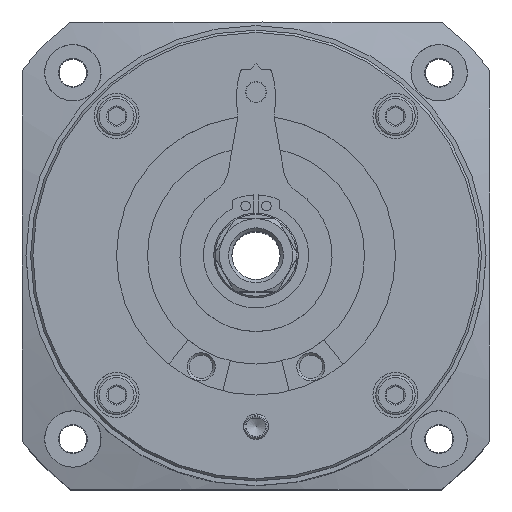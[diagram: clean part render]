
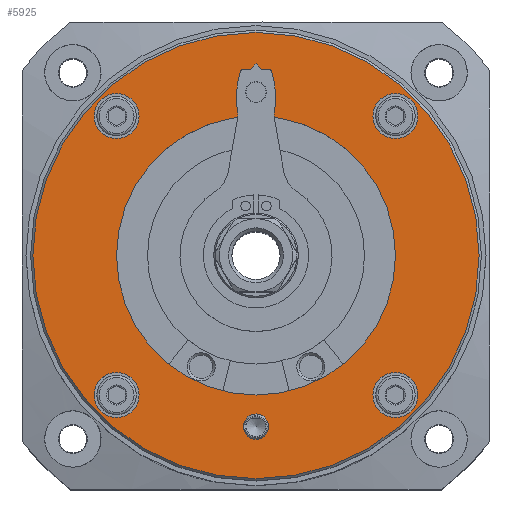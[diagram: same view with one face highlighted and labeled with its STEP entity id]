
A CAD part, top view. The second image highlights one B-rep face of the part: STEP entity #5925.
In plain terms, the highlighted planar face has unit normal (0, 0, 1).
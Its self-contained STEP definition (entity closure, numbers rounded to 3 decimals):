
#74=PLANE('',#6330);
#910=ORIENTED_EDGE('',*,*,#2036,.F.);
#911=ORIENTED_EDGE('',*,*,#2037,.T.);
#912=ORIENTED_EDGE('',*,*,#1979,.T.);
#913=ORIENTED_EDGE('',*,*,#2038,.T.);
#914=ORIENTED_EDGE('',*,*,#2039,.T.);
#915=ORIENTED_EDGE('',*,*,#2040,.T.);
#916=ORIENTED_EDGE('',*,*,#2041,.T.);
#917=ORIENTED_EDGE('',*,*,#2042,.T.);
#1979=EDGE_CURVE('',#2560,#2559,#3023,.T.);
#2036=EDGE_CURVE('',#2608,#2608,#3056,.T.);
#2037=EDGE_CURVE('',#2559,#2560,#3057,.T.);
#2038=EDGE_CURVE('',#2609,#2609,#3058,.T.);
#2039=EDGE_CURVE('',#2610,#2610,#3059,.T.);
#2040=EDGE_CURVE('',#2611,#2611,#3060,.T.);
#2041=EDGE_CURVE('',#2612,#2612,#3061,.T.);
#2042=EDGE_CURVE('',#2613,#2613,#3062,.T.);
#2559=VERTEX_POINT('',#8502);
#2560=VERTEX_POINT('',#8504);
#2608=VERTEX_POINT('',#8710);
#2609=VERTEX_POINT('',#8714);
#2610=VERTEX_POINT('',#8716);
#2611=VERTEX_POINT('',#8718);
#2612=VERTEX_POINT('',#8720);
#2613=VERTEX_POINT('',#8722);
#3023=CIRCLE('',#6276,2.25);
#3056=CIRCLE('',#6329,39.6);
#3057=CIRCLE('',#6331,2.25);
#3058=CIRCLE('',#6332,4.);
#3059=CIRCLE('',#6333,4.);
#3060=CIRCLE('',#6334,4.);
#3061=CIRCLE('',#6335,4.);
#3062=CIRCLE('',#6336,24.75);
#3368=EDGE_LOOP('',(#910));
#3369=EDGE_LOOP('',(#911,#912));
#3370=EDGE_LOOP('',(#913));
#3371=EDGE_LOOP('',(#914));
#3372=EDGE_LOOP('',(#915));
#3373=EDGE_LOOP('',(#916));
#3374=EDGE_LOOP('',(#917));
#3962=FACE_BOUND('',#3368,.T.);
#3963=FACE_BOUND('',#3369,.T.);
#3964=FACE_BOUND('',#3370,.T.);
#3965=FACE_BOUND('',#3371,.T.);
#3966=FACE_BOUND('',#3372,.T.);
#3967=FACE_BOUND('',#3373,.T.);
#3968=FACE_BOUND('',#3374,.T.);
#5925=ADVANCED_FACE('',(#3962,#3963,#3964,#3965,#3966,#3967,#3968),#74,
 .F.);
#6276=AXIS2_PLACEMENT_3D('',#8503,#6937,#6938);
#6329=AXIS2_PLACEMENT_3D('',#8709,#7058,#7059);
#6330=AXIS2_PLACEMENT_3D('',#8711,#7060,#7061);
#6331=AXIS2_PLACEMENT_3D('',#8712,#7062,#7063);
#6332=AXIS2_PLACEMENT_3D('',#8713,#7064,#7065);
#6333=AXIS2_PLACEMENT_3D('',#8715,#7066,#7067);
#6334=AXIS2_PLACEMENT_3D('',#8717,#7068,#7069);
#6335=AXIS2_PLACEMENT_3D('',#8719,#7070,#7071);
#6336=AXIS2_PLACEMENT_3D('',#8721,#7072,#7073);
#6937=DIRECTION('',(0.,0.,-1.));
#6938=DIRECTION('',(-1.,0.,0.));
#7058=DIRECTION('',(0.,0.,-1.));
#7059=DIRECTION('',(-1.,0.,0.));
#7060=DIRECTION('',(0.,0.,-1.));
#7061=DIRECTION('',(-1.,0.,0.));
#7062=DIRECTION('',(0.,0.,-1.));
#7063=DIRECTION('',(-1.,0.,0.));
#7064=DIRECTION('',(0.,0.,-1.));
#7065=DIRECTION('',(-1.,0.,0.));
#7066=DIRECTION('',(0.,0.,-1.));
#7067=DIRECTION('',(-1.,0.,0.));
#7068=DIRECTION('',(0.,0.,-1.));
#7069=DIRECTION('',(-1.,0.,0.));
#7070=DIRECTION('',(0.,0.,-1.));
#7071=DIRECTION('',(-1.,0.,0.));
#7072=DIRECTION('',(0.,0.,-1.));
#7073=DIRECTION('',(-1.,0.,0.));
#8502=CARTESIAN_POINT('',(-2.216,-29.969,0.));
#8503=CARTESIAN_POINT('',(0.,-30.36,0.));
#8504=CARTESIAN_POINT('',(-2.216,-30.751,0.));
#8709=CARTESIAN_POINT('',(0.,0.,0.));
#8710=CARTESIAN_POINT('',(-39.6,0.,0.));
#8711=CARTESIAN_POINT('',(0.,24.75,0.));
#8712=CARTESIAN_POINT('',(0.,-30.36,0.));
#8713=CARTESIAN_POINT('',(-24.749,24.749,0.));
#8714=CARTESIAN_POINT('',(-28.749,24.749,0.));
#8715=CARTESIAN_POINT('',(-24.749,-24.749,0.));
#8716=CARTESIAN_POINT('',(-28.749,-24.749,0.));
#8717=CARTESIAN_POINT('',(24.749,-24.749,0.));
#8718=CARTESIAN_POINT('',(20.749,-24.749,0.));
#8719=CARTESIAN_POINT('',(24.749,24.749,0.));
#8720=CARTESIAN_POINT('',(20.749,24.749,0.));
#8721=CARTESIAN_POINT('',(0.,0.,0.));
#8722=CARTESIAN_POINT('',(-24.75,0.,0.));
